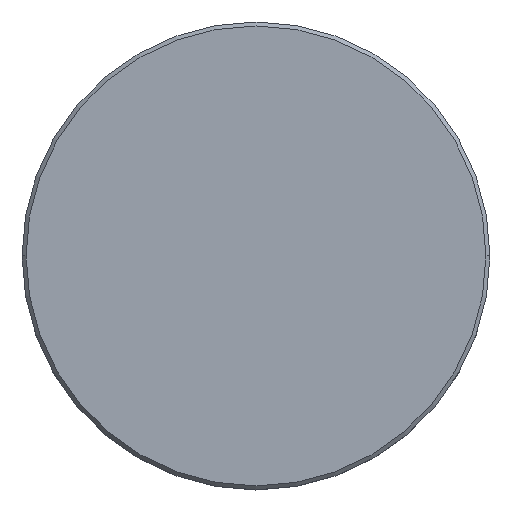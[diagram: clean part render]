
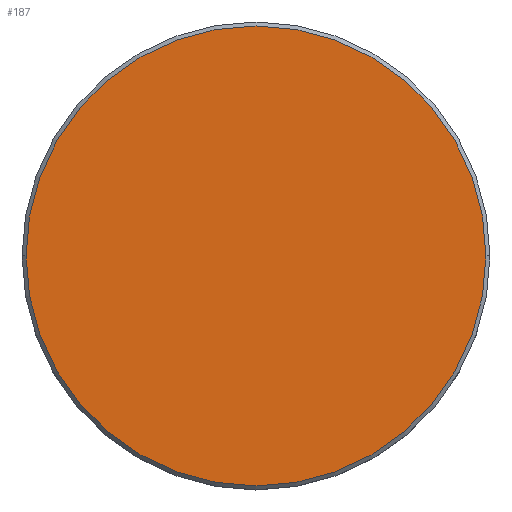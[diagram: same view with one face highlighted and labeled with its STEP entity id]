
A CAD part, top view. The second image highlights one B-rep face of the part: STEP entity #187.
In plain terms, the highlighted planar face has unit normal (0, 0, 1).
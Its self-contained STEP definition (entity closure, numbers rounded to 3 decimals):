
#105 = AXIS2_PLACEMENT_3D ( 'NONE', #277, #111, #643 ) ;
#111 = DIRECTION ( 'NONE',  ( 0., 0., 1. ) ) ;
#118 = DIRECTION ( 'NONE',  ( 0., 0., 1. ) ) ;
#170 = CARTESIAN_POINT ( 'NONE',  ( 0., 0., 0. ) ) ;
#177 = CIRCLE ( 'NONE', #105, 29. ) ;
#187 = ADVANCED_FACE ( 'NONE', ( #1095 ), #1023, .T. ) ;
#277 = CARTESIAN_POINT ( 'NONE',  ( 0., 0., 0. ) ) ;
#286 = ORIENTED_EDGE ( 'NONE', *, *, #665, .T. ) ;
#335 = ORIENTED_EDGE ( 'NONE', *, *, #523, .T. ) ;
#358 = VERTEX_POINT ( 'NONE', #1029 ) ;
#359 = EDGE_LOOP ( 'NONE', ( #335, #286 ) ) ;
#523 = EDGE_CURVE ( 'NONE', #358, #1116, #956, .T. ) ;
#555 = CARTESIAN_POINT ( 'NONE',  ( 0., 0., 0. ) ) ;
#604 = DIRECTION ( 'NONE',  ( 1., 0., 0. ) ) ;
#643 = DIRECTION ( 'NONE',  ( 1., 0., 0. ) ) ;
#655 = AXIS2_PLACEMENT_3D ( 'NONE', #170, #797, #604 ) ;
#665 = EDGE_CURVE ( 'NONE', #1116, #358, #177, .T. ) ;
#797 = DIRECTION ( 'NONE',  ( 0., 0., 1. ) ) ;
#842 = CARTESIAN_POINT ( 'NONE',  ( 29., 0., 0. ) ) ;
#915 = DIRECTION ( 'NONE',  ( 1., 0., 0. ) ) ;
#956 = CIRCLE ( 'NONE', #655, 29. ) ;
#1023 = PLANE ( 'NONE',  #1115 ) ;
#1029 = CARTESIAN_POINT ( 'NONE',  ( -29., 0., 0. ) ) ;
#1095 = FACE_OUTER_BOUND ( 'NONE', #359, .T. ) ;
#1115 = AXIS2_PLACEMENT_3D ( 'NONE', #555, #118, #915 ) ;
#1116 = VERTEX_POINT ( 'NONE', #842 ) ;
